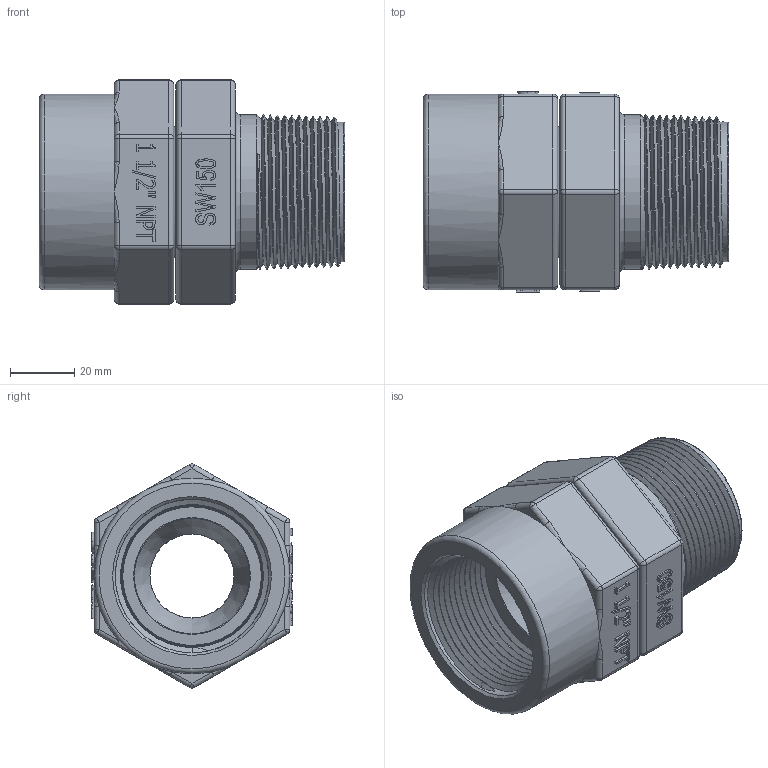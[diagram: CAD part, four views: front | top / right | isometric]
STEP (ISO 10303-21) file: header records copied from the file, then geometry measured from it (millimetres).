
FILE_DESCRIPTION(/* description */ ('1 1/2" Female Swivel End'),/* implementation_level */ '2;1');
FILE_NAME(/* name */ 'SW150.stp',/* time_stamp */ '2013-12-03T15:01:04-05:00',/* author */ ('DTruax'),/* organization */ (''),/* preprocessor_version */ 'ST-DEVELOPER v15.2',/* originating_system */ 'Autodesk Inventor 2014',/* authorisation */ '');
FILE_SCHEMA (('AUTOMOTIVE_DESIGN { 1 0 10303 214 3 1 1 }'));
Length unit declared in the file: inch
Products named in the file (7): SW151; SWX152; SW152; SW154; SW153; SW105; SW150
Bounding box: 95.17 x 62.48 x 69.92 mm (x, y, z)
Volume: 160211.5 mm3; surface area: 57253.4 mm2
Topology: 6 solids, 6 shells, 548 faces, 1402 edges, 886 vertices
Faces by surface type: plane 245, bspline 142, cylinder 83, cone 34, sphere 25, torus 19
Full cylindrical faces by diameter (mm): 4.47 x1, 4.978 x1, 10.49 x1, 26.162 x2, 33.045 x2, 33.604 x1, 36.83 x3, 37.49 x2, 48.26 x1, 60.96 x1
Entity records: 22549 total; most frequent: CARTESIAN_POINT 11010, ORIENTED_EDGE 2534, DIRECTION 1923, EDGE_CURVE 1267, VERTEX_POINT 837, LINE 745, VECTOR 745, EDGE_LOOP 610
